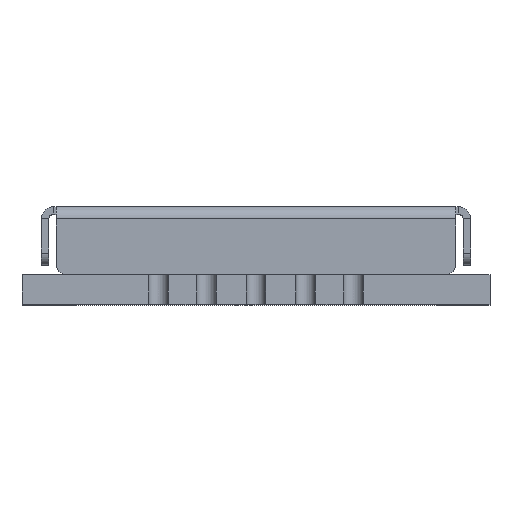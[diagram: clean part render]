
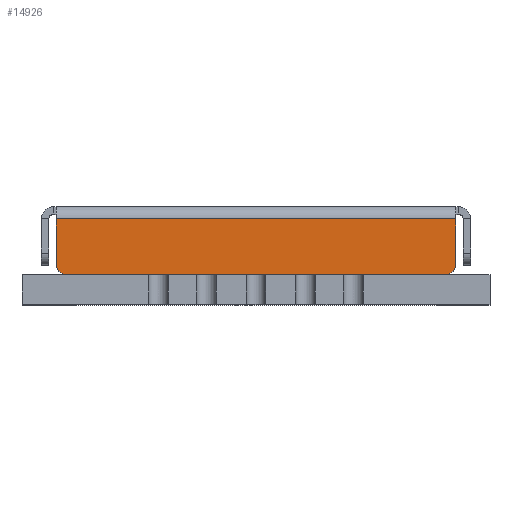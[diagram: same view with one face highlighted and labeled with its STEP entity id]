
A CAD part, top view. The second image highlights one B-rep face of the part: STEP entity #14926.
In plain terms, the highlighted planar face has unit normal (0, 0, 1).
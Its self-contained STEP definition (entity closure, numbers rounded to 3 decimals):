
#13163=DIRECTION('',(-1.,0.,0.));
#13164=VECTOR('',#13163,8.2);
#13165=CARTESIAN_POINT('',(4.1,-0.25,4.075));
#13166=LINE('',#13165,#13164);
#13839=CARTESIAN_POINT('',(-3.85,-1.15,4.075));
#13840=DIRECTION('',(0.,0.,1.));
#13841=DIRECTION('',(-1.,0.,0.));
#13842=AXIS2_PLACEMENT_3D('',#13839,#13840,#13841);
#13847=DIRECTION('',(0.,-1.,0.));
#13848=VECTOR('',#13847,0.9);
#13849=CARTESIAN_POINT('',(-4.1,-0.25,4.075));
#13850=LINE('',#13849,#13848);
#13854=DIRECTION('',(0.,-1.,0.));
#13855=VECTOR('',#13854,0.9);
#13856=CARTESIAN_POINT('',(4.1,-0.25,4.075));
#13857=LINE('',#13856,#13855);
#13861=CARTESIAN_POINT('',(3.85,-1.15,4.075));
#13862=DIRECTION('',(0.,0.,1.));
#13863=DIRECTION('',(0.,-1.,0.));
#13864=AXIS2_PLACEMENT_3D('',#13861,#13862,#13863);
#13869=DIRECTION('',(1.,0.,0.));
#13870=VECTOR('',#13869,7.7);
#13871=CARTESIAN_POINT('',(-3.85,-1.4,4.075));
#13872=LINE('',#13871,#13870);
#13957=CARTESIAN_POINT('',(4.1,-0.25,4.075));
#13958=VERTEX_POINT('',#13957);
#13959=CARTESIAN_POINT('',(-4.1,-0.25,4.075));
#13960=VERTEX_POINT('',#13959);
#14053=CARTESIAN_POINT('',(-4.1,-1.15,4.075));
#14054=CARTESIAN_POINT('',(-3.85,-1.4,4.075));
#14055=VERTEX_POINT('',#14053);
#14056=VERTEX_POINT('',#14054);
#14061=CARTESIAN_POINT('',(3.85,-1.4,4.075));
#14062=CARTESIAN_POINT('',(4.1,-1.15,4.075));
#14063=VERTEX_POINT('',#14061);
#14064=VERTEX_POINT('',#14062);
#14909=CARTESIAN_POINT('',(-4.4,0.,4.075));
#14910=DIRECTION('',(0.,0.,1.));
#14911=DIRECTION('',(-1.,0.,0.));
#14912=AXIS2_PLACEMENT_3D('',#14909,#14910,#14911);
#14913=PLANE('',#14912);
#14914=ORIENTED_EDGE('',*,*,#14899,.F.);
#14916=ORIENTED_EDGE('',*,*,#14915,.F.);
#14917=ORIENTED_EDGE('',*,*,#14384,.F.);
#14919=ORIENTED_EDGE('',*,*,#14918,.T.);
#14921=ORIENTED_EDGE('',*,*,#14920,.F.);
#14923=ORIENTED_EDGE('',*,*,#14922,.F.);
#14924=EDGE_LOOP('',(#14914,#14916,#14917,#14919,#14921,#14923));
#14925=FACE_OUTER_BOUND('',#14924,.F.);
#13843=CIRCLE('',#13842,0.25);
#13865=CIRCLE('',#13864,0.25);
#14384=EDGE_CURVE('',#13958,#13960,#13166,.T.);
#14899=EDGE_CURVE('',#14055,#14056,#13843,.T.);
#14915=EDGE_CURVE('',#13960,#14055,#13850,.T.);
#14918=EDGE_CURVE('',#13958,#14064,#13857,.T.);
#14920=EDGE_CURVE('',#14063,#14064,#13865,.T.);
#14922=EDGE_CURVE('',#14056,#14063,#13872,.T.);
#14926=ADVANCED_FACE('',(#14925),#14913,.T.);
